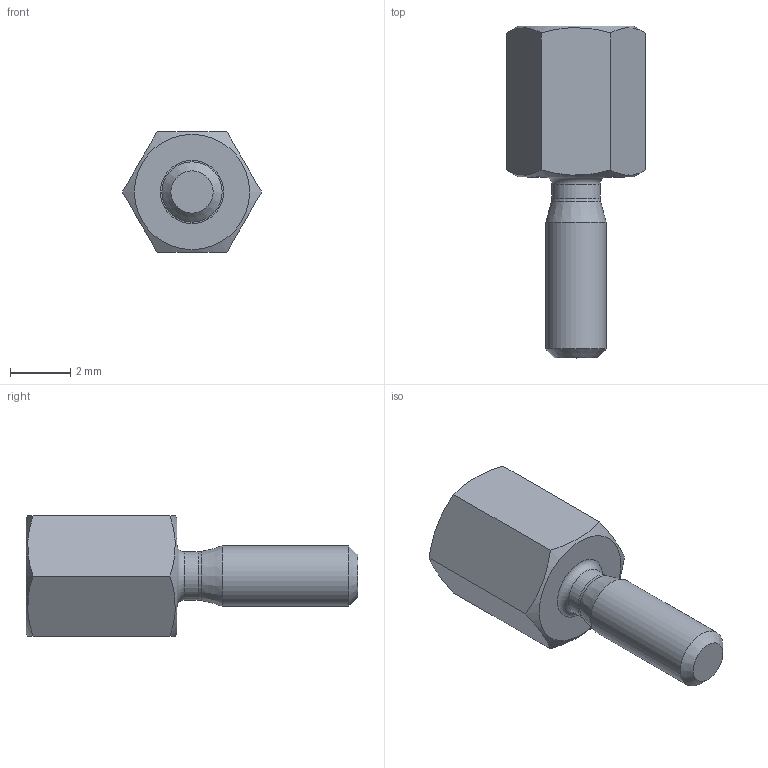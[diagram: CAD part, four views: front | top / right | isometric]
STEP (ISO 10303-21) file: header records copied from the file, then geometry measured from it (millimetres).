
FILE_DESCRIPTION((' '),'2;1');
FILE_NAME( 'Abstandzbolzen Messing vernickelt I-A M2_-_Ettinger - 5.10.053 (M2x5).stp', '2022-09-10T17:10:14', (' '), ('--- Datakit www.datakit.com---'), ' Datakit CrossCadWare V2022.3 Jun 15 2022', 'DATAKIT 2022 (c)', ' ');
FILE_SCHEMA(('AP242_MANAGED_MODEL_BASED_3D_ENGINEERING_MIM_LF { 1 0 10303 442 1 1 4 }'));
Length unit declared in the file: millimetre
Products named in the file (1): Abstandzbolzen Messing vernickelt I-A M2_-_Ettinger - 5.10.053 (M2x5)
Bounding box: 4.62 x 11 x 4 mm (x, y, z)
Volume: 80.3 mm3; surface area: 144.3 mm2
Topology: 1 solids, 1 shells, 21 faces, 45 edges, 27 vertices
Faces by surface type: plane 9, cone 6, cylinder 4, torus 2
Full cylindrical faces by diameter (mm): 1.6 x2, 2 x2
Entity records: 575 total; most frequent: CARTESIAN_POINT 171, DIRECTION 76, ORIENTED_EDGE 62, AXIS2_PLACEMENT_3D 35, EDGE_LOOP 34, EDGE_CURVE 31, VERTEX_POINT 26, FACE_OUTER_BOUND 21
